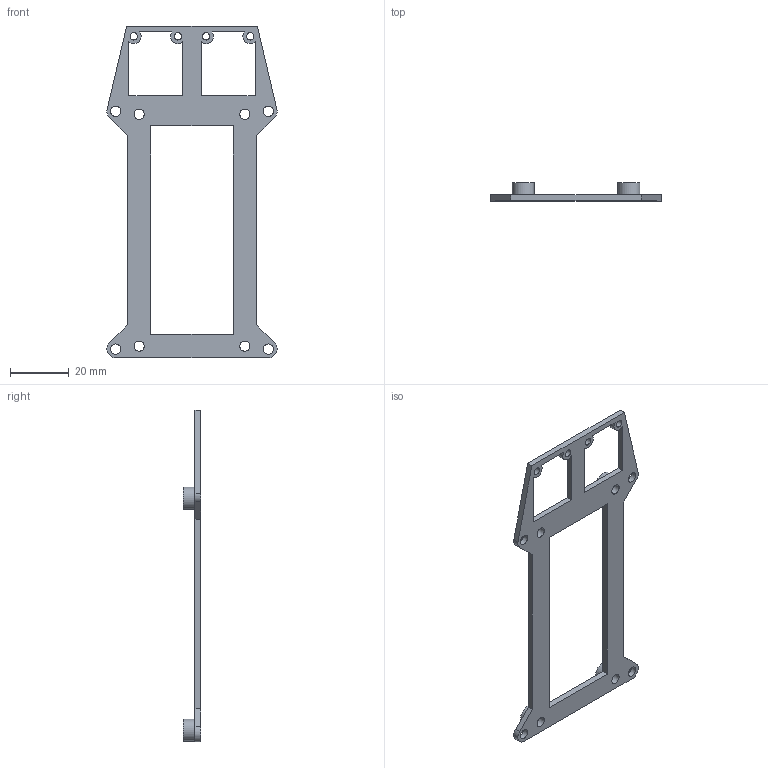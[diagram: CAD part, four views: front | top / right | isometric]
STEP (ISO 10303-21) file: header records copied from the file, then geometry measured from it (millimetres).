
FILE_DESCRIPTION(/* description */ (''),/* implementation_level */ '2;1');
FILE_NAME(/* name */ '9a4b3baa-a646-4bc1-90ad-3fde75d48d9a.stp',/* time_stamp */ '2024-04-24T23:01:20Z',/* author */ (''),/* organization */ (''),/* preprocessor_version */ 'ST-DEVELOPER v20',/* originating_system */ 'Autodesk Translation Framework v13.8.0.96',/* authorisation */ '');
FILE_SCHEMA (('AUTOMOTIVE_DESIGN { 1 0 10303 214 3 1 1 }'));
Length unit declared in the file: millimetre
Products named in the file (1): Electronic Mounts
Bounding box: 57.99 x 6 x 113 mm (x, y, z)
Volume: 5612.2 mm3; surface area: 7248.1 mm2
Topology: 1 solids, 1 shells, 52 faces, 138 edges, 92 vertices
Faces by surface type: plane 28, cylinder 24
Full cylindrical faces by diameter (mm): 2.5 x4, 3.5 x8, 7.5 x4
Entity records: 1723 total; most frequent: DIRECTION 292, CARTESIAN_POINT 283, ORIENTED_EDGE 276, EDGE_CURVE 138, AXIS2_PLACEMENT_3D 101, VERTEX_POINT 92, LINE 90, VECTOR 90
